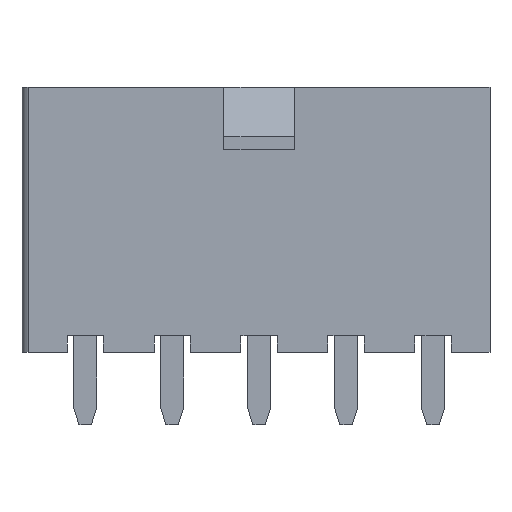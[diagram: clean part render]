
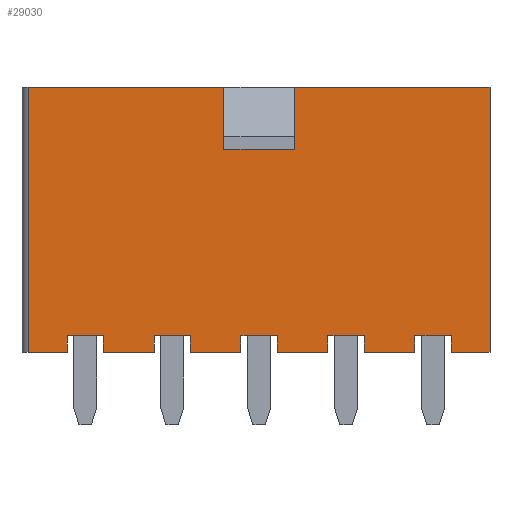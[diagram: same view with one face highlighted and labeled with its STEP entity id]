
A CAD part, front view. The second image highlights one B-rep face of the part: STEP entity #29030.
In plain terms, the highlighted planar face has unit normal (0, -1, 0).
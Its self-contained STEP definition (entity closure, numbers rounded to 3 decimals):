
#7137=ORIENTED_EDGE('',*,*,#10303,.F.);
#7138=ORIENTED_EDGE('',*,*,#9940,.T.);
#7139=ORIENTED_EDGE('',*,*,#9945,.T.);
#7140=ORIENTED_EDGE('',*,*,#9937,.T.);
#7141=ORIENTED_EDGE('',*,*,#10310,.F.);
#7142=ORIENTED_EDGE('',*,*,#10269,.T.);
#7143=ORIENTED_EDGE('',*,*,#10318,.T.);
#7144=ORIENTED_EDGE('',*,*,#10284,.F.);
#7145=ORIENTED_EDGE('',*,*,#10282,.F.);
#7146=ORIENTED_EDGE('',*,*,#10277,.T.);
#7147=ORIENTED_EDGE('',*,*,#10317,.T.);
#7148=ORIENTED_EDGE('',*,*,#10319,.F.);
#7149=ORIENTED_EDGE('',*,*,#10265,.F.);
#7150=ORIENTED_EDGE('',*,*,#10182,.T.);
#7151=ORIENTED_EDGE('',*,*,#10177,.T.);
#7152=ORIENTED_EDGE('',*,*,#10175,.T.);
#7153=ORIENTED_EDGE('',*,*,#10263,.F.);
#7154=ORIENTED_EDGE('',*,*,#10172,.T.);
#7155=ORIENTED_EDGE('',*,*,#10230,.T.);
#7156=ORIENTED_EDGE('',*,*,#10060,.T.);
#7157=ORIENTED_EDGE('',*,*,#10289,.F.);
#7158=ORIENTED_EDGE('',*,*,#10185,.T.);
#7159=ORIENTED_EDGE('',*,*,#10191,.T.);
#7160=ORIENTED_EDGE('',*,*,#10024,.T.);
#7161=ORIENTED_EDGE('',*,*,#10296,.F.);
#7162=ORIENTED_EDGE('',*,*,#9987,.T.);
#7163=ORIENTED_EDGE('',*,*,#9990,.T.);
#7164=ORIENTED_EDGE('',*,*,#9984,.T.);
#9937=EDGE_CURVE('',#12180,#12179,#14588,.T.);
#9940=EDGE_CURVE('',#12182,#12181,#14591,.T.);
#9945=EDGE_CURVE('',#12181,#12180,#14596,.T.);
#9984=EDGE_CURVE('',#12202,#12201,#14635,.T.);
#9987=EDGE_CURVE('',#12204,#12203,#14638,.T.);
#9990=EDGE_CURVE('',#12203,#12202,#14641,.T.);
#10024=EDGE_CURVE('',#12220,#12219,#14675,.T.);
#10060=EDGE_CURVE('',#12244,#12243,#14711,.T.);
#10172=EDGE_CURVE('',#12314,#12313,#14823,.T.);
#10175=EDGE_CURVE('',#12316,#12315,#14826,.T.);
#10177=EDGE_CURVE('',#12317,#12316,#14828,.T.);
#10182=EDGE_CURVE('',#12319,#12317,#14833,.T.);
#10185=EDGE_CURVE('',#12322,#12321,#14836,.T.);
#10191=EDGE_CURVE('',#12321,#12220,#14842,.T.);
#10230=EDGE_CURVE('',#12313,#12244,#14881,.T.);
#10263=EDGE_CURVE('',#12314,#12315,#14914,.T.);
#10265=EDGE_CURVE('',#12319,#12356,#14916,.T.);
#10269=EDGE_CURVE('',#12359,#12360,#14919,.T.);
#10277=EDGE_CURVE('',#12365,#12363,#14927,.T.);
#10282=EDGE_CURVE('',#12365,#12368,#14932,.T.);
#10284=EDGE_CURVE('',#12368,#12361,#14934,.T.);
#10289=EDGE_CURVE('',#12322,#12243,#14939,.T.);
#10296=EDGE_CURVE('',#12204,#12219,#14946,.T.);
#10303=EDGE_CURVE('',#12182,#12201,#14953,.T.);
#10310=EDGE_CURVE('',#12359,#12179,#14960,.T.);
#10317=EDGE_CURVE('',#12363,#12379,#14966,.T.);
#10318=EDGE_CURVE('',#12360,#12361,#14967,.T.);
#10319=EDGE_CURVE('',#12356,#12379,#14968,.T.);
#12179=VERTEX_POINT('',#42058);
#12180=VERTEX_POINT('',#42060);
#12181=VERTEX_POINT('',#42064);
#12182=VERTEX_POINT('',#42066);
#12201=VERTEX_POINT('',#42147);
#12202=VERTEX_POINT('',#42149);
#12203=VERTEX_POINT('',#42153);
#12204=VERTEX_POINT('',#42155);
#12219=VERTEX_POINT('',#42223);
#12220=VERTEX_POINT('',#42225);
#12243=VERTEX_POINT('',#42297);
#12244=VERTEX_POINT('',#42299);
#12313=VERTEX_POINT('',#42515);
#12314=VERTEX_POINT('',#42517);
#12315=VERTEX_POINT('',#42521);
#12316=VERTEX_POINT('',#42523);
#12317=VERTEX_POINT('',#42527);
#12319=VERTEX_POINT('',#42535);
#12321=VERTEX_POINT('',#42540);
#12322=VERTEX_POINT('',#42542);
#12356=VERTEX_POINT('',#42680);
#12359=VERTEX_POINT('',#42688);
#12360=VERTEX_POINT('',#42689);
#12361=VERTEX_POINT('',#42697);
#12363=VERTEX_POINT('',#42700);
#12365=VERTEX_POINT('',#42706);
#12368=VERTEX_POINT('',#42713);
#12379=VERTEX_POINT('',#42777);
#14588=LINE('',#42059,#17177);
#14591=LINE('',#42065,#17180);
#14596=LINE('',#42074,#17185);
#14635=LINE('',#42148,#17224);
#14638=LINE('',#42154,#17227);
#14641=LINE('',#42159,#17230);
#14675=LINE('',#42224,#17264);
#14711=LINE('',#42298,#17300);
#14823=LINE('',#42516,#17412);
#14826=LINE('',#42522,#17415);
#14828=LINE('',#42526,#17417);
#14833=LINE('',#42534,#17422);
#14836=LINE('',#42541,#17425);
#14842=LINE('',#42551,#17431);
#14881=LINE('',#42621,#17470);
#14914=LINE('',#42675,#17503);
#14916=LINE('',#42679,#17505);
#14919=LINE('',#42687,#17508);
#14927=LINE('',#42705,#17516);
#14932=LINE('',#42715,#17521);
#14934=LINE('',#42719,#17523);
#14939=LINE('',#42728,#17528);
#14946=LINE('',#42740,#17535);
#14953=LINE('',#42752,#17542);
#14960=LINE('',#42764,#17549);
#14966=LINE('',#42778,#17555);
#14967=LINE('',#42779,#17556);
#14968=LINE('',#42781,#17557);
#17177=VECTOR('',#35839,1000.);
#17180=VECTOR('',#35844,1000.);
#17185=VECTOR('',#35851,1000.);
#17224=VECTOR('',#35926,1000.);
#17227=VECTOR('',#35931,1000.);
#17230=VECTOR('',#35936,1000.);
#17264=VECTOR('',#36002,1000.);
#17300=VECTOR('',#36066,1000.);
#17412=VECTOR('',#36250,1000.);
#17415=VECTOR('',#36255,1000.);
#17417=VECTOR('',#36259,1000.);
#17422=VECTOR('',#36266,1000.);
#17425=VECTOR('',#36271,1000.);
#17431=VECTOR('',#36279,1000.);
#17470=VECTOR('',#36340,1000.);
#17503=VECTOR('',#36393,1000.);
#17505=VECTOR('',#36399,1000.);
#17508=VECTOR('',#36406,1000.);
#17516=VECTOR('',#36422,1000.);
#17521=VECTOR('',#36429,1000.);
#17523=VECTOR('',#36435,1000.);
#17528=VECTOR('',#36444,1000.);
#17535=VECTOR('',#36457,1000.);
#17542=VECTOR('',#36470,1000.);
#17549=VECTOR('',#36483,1000.);
#17555=VECTOR('',#36499,1000.);
#17556=VECTOR('',#36500,1000.);
#17557=VECTOR('',#36503,1000.);
#18649=EDGE_LOOP('',(#7137,#7138,#7139,#7140,#7141,#7142,#7143,#7144,#7145,
#7146,#7147,#7148,#7149,#7150,#7151,#7152,#7153,#7154,#7155,#7156,#7157,
#7158,#7159,#7160,#7161,#7162,#7163,#7164));
#19742=FACE_BOUND('',#18649,.T.);
#20524=PLANE('',#30662);
#29030=ADVANCED_FACE('',(#19742),#20524,.T.);
#30662=AXIS2_PLACEMENT_3D('',#42780,#36501,#36502);
#35839=DIRECTION('',(0.,0.,-1.));
#35844=DIRECTION('',(0.,0.,1.));
#35851=DIRECTION('',(1.,0.,0.));
#35926=DIRECTION('',(0.,0.,-1.));
#35931=DIRECTION('',(0.,0.,1.));
#35936=DIRECTION('',(1.,0.,0.));
#36002=DIRECTION('',(0.,0.,-1.));
#36066=DIRECTION('',(0.,0.,-1.));
#36250=DIRECTION('',(0.,0.,1.));
#36255=DIRECTION('',(0.,0.,-1.));
#36259=DIRECTION('',(1.,0.,0.));
#36266=DIRECTION('',(0.,0.,1.));
#36271=DIRECTION('',(0.,0.,1.));
#36279=DIRECTION('',(1.,0.,0.));
#36340=DIRECTION('',(1.,0.,0.));
#36393=DIRECTION('',(-1.,0.,0.));
#36399=DIRECTION('',(-1.,0.,0.));
#36406=DIRECTION('',(0.,0.,1.));
#36422=DIRECTION('',(0.,0.,1.));
#36429=DIRECTION('',(1.,0.,0.));
#36435=DIRECTION('',(0.,0.,1.));
#36444=DIRECTION('',(-1.,0.,0.));
#36457=DIRECTION('',(-1.,0.,0.));
#36470=DIRECTION('',(-1.,0.,0.));
#36483=DIRECTION('',(-1.,0.,0.));
#36499=DIRECTION('',(-1.,0.,0.));
#36500=DIRECTION('',(-1.,0.,0.));
#36501=DIRECTION('',(0.,-1.,0.));
#36502=DIRECTION('',(0.,0.,-1.));
#36503=DIRECTION('',(0.,0.,1.));
#42058=CARTESIAN_POINT('',(9.275,-4.8,-6.4));
#42059=CARTESIAN_POINT('',(9.275,-4.8,-5.6));
#42060=CARTESIAN_POINT('',(9.275,-4.8,-5.6));
#42064=CARTESIAN_POINT('',(7.525,-4.8,-5.6));
#42065=CARTESIAN_POINT('',(7.525,-4.8,-6.4));
#42066=CARTESIAN_POINT('',(7.525,-4.8,-6.4));
#42074=CARTESIAN_POINT('',(7.525,-4.8,-5.6));
#42147=CARTESIAN_POINT('',(5.075,-4.8,-6.4));
#42148=CARTESIAN_POINT('',(5.075,-4.8,-5.6));
#42149=CARTESIAN_POINT('',(5.075,-4.8,-5.6));
#42153=CARTESIAN_POINT('',(3.325,-4.8,-5.6));
#42154=CARTESIAN_POINT('',(3.325,-4.8,-6.4));
#42155=CARTESIAN_POINT('',(3.325,-4.8,-6.4));
#42159=CARTESIAN_POINT('',(3.325,-4.8,-5.6));
#42223=CARTESIAN_POINT('',(0.875,-4.8,-6.4));
#42224=CARTESIAN_POINT('',(0.875,-4.8,-5.6));
#42225=CARTESIAN_POINT('',(0.875,-4.8,-5.6));
#42297=CARTESIAN_POINT('',(-3.325,-4.8,-6.4));
#42298=CARTESIAN_POINT('',(-3.325,-4.8,-5.6));
#42299=CARTESIAN_POINT('',(-3.325,-4.8,-5.6));
#42515=CARTESIAN_POINT('',(-5.075,-4.8,-5.6));
#42516=CARTESIAN_POINT('',(-5.075,-4.8,-6.4));
#42517=CARTESIAN_POINT('',(-5.075,-4.8,-6.4));
#42521=CARTESIAN_POINT('',(-7.525,-4.8,-6.4));
#42522=CARTESIAN_POINT('',(-7.525,-4.8,-5.6));
#42523=CARTESIAN_POINT('',(-7.525,-4.8,-5.6));
#42526=CARTESIAN_POINT('',(-9.275,-4.8,-5.6));
#42527=CARTESIAN_POINT('',(-9.275,-4.8,-5.6));
#42534=CARTESIAN_POINT('',(-9.275,-4.8,-6.4));
#42535=CARTESIAN_POINT('',(-9.275,-4.8,-6.4));
#42540=CARTESIAN_POINT('',(-0.875,-4.8,-5.6));
#42541=CARTESIAN_POINT('',(-0.875,-4.8,-6.4));
#42542=CARTESIAN_POINT('',(-0.875,-4.8,-6.4));
#42551=CARTESIAN_POINT('',(-0.875,-4.8,-5.6));
#42621=CARTESIAN_POINT('',(-5.075,-4.8,-5.6));
#42675=CARTESIAN_POINT('',(11.15,-4.8,-6.4));
#42679=CARTESIAN_POINT('',(11.15,-4.8,-6.4));
#42680=CARTESIAN_POINT('',(-11.15,-4.8,-6.4));
#42687=CARTESIAN_POINT('',(11.15,-4.8,-6.4));
#42688=CARTESIAN_POINT('',(11.15,-4.8,-6.4));
#42689=CARTESIAN_POINT('',(11.15,-4.8,6.4));
#42697=CARTESIAN_POINT('',(1.7,-4.8,6.4));
#42700=CARTESIAN_POINT('',(-1.7,-4.8,6.4));
#42705=CARTESIAN_POINT('',(-1.7,-4.8,3.4));
#42706=CARTESIAN_POINT('',(-1.7,-4.8,3.4));
#42713=CARTESIAN_POINT('',(1.7,-4.8,3.4));
#42715=CARTESIAN_POINT('',(-1.7,-4.8,3.4));
#42719=CARTESIAN_POINT('',(1.7,-4.8,3.4));
#42728=CARTESIAN_POINT('',(11.15,-4.8,-6.4));
#42740=CARTESIAN_POINT('',(11.15,-4.8,-6.4));
#42752=CARTESIAN_POINT('',(11.15,-4.8,-6.4));
#42764=CARTESIAN_POINT('',(11.15,-4.8,-6.4));
#42777=CARTESIAN_POINT('',(-11.15,-4.8,6.4));
#42778=CARTESIAN_POINT('',(11.15,-4.8,6.4));
#42779=CARTESIAN_POINT('',(11.15,-4.8,6.4));
#42780=CARTESIAN_POINT('',(11.15,-4.8,-6.4));
#42781=CARTESIAN_POINT('',(-11.15,-4.8,-6.4));
